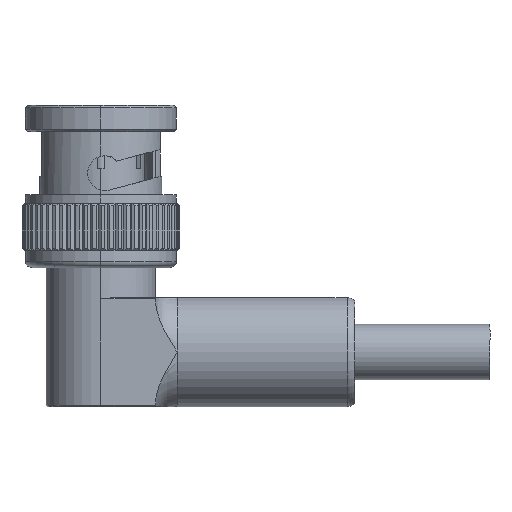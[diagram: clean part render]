
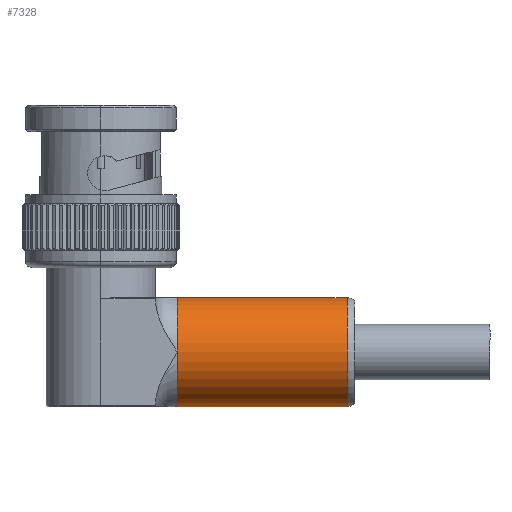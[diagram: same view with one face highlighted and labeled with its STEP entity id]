
A CAD part, left-side view. The second image highlights one B-rep face of the part: STEP entity #7328.
In plain terms, the highlighted cylindrical face has radius 5 mm (diameter 10 mm), a partial arc.
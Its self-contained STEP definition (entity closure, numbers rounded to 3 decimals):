
#153 = EDGE_CURVE ( 'NONE', #11523, #14550, #6922, .T. ) ;
#645 = CARTESIAN_POINT ( 'NONE',  ( 0., -7., 0. ) ) ;
#1618 = ORIENTED_EDGE ( 'NONE', *, *, #12567, .T. ) ;
#1624 = AXIS2_PLACEMENT_3D ( 'NONE', #5930, #11622, #6905 ) ;
#1845 = CARTESIAN_POINT ( 'NONE',  ( 0., -7., -5. ) ) ;
#2364 = DIRECTION ( 'NONE',  ( 0., 1., 0. ) ) ;
#2540 = ORIENTED_EDGE ( 'NONE', *, *, #13402, .F. ) ;
#2634 = VECTOR ( 'NONE', #7039, 1000. ) ;
#2715 = AXIS2_PLACEMENT_3D ( 'NONE', #645, #8551, #14347 ) ;
#3190 = ORIENTED_EDGE ( 'NONE', *, *, #153, .F. ) ;
#3477 = ORIENTED_EDGE ( 'NONE', *, *, #10914, .F. ) ;
#3564 = DIRECTION ( 'NONE',  ( 0., 0., 1. ) ) ;
#3580 = AXIS2_PLACEMENT_3D ( 'NONE', #9040, #13487, #7778 ) ;
#4729 = CARTESIAN_POINT ( 'NONE',  ( 0., 0., -5. ) ) ;
#5599 = ORIENTED_EDGE ( 'NONE', *, *, #8970, .T. ) ;
#5920 = CIRCLE ( 'NONE', #1624, 5. ) ;
#5930 = CARTESIAN_POINT ( 'NONE',  ( 0., -22.586, 0. ) ) ;
#6478 = VERTEX_POINT ( 'NONE', #12902 ) ;
#6682 = CARTESIAN_POINT ( 'NONE',  ( -5., -7., 0. ) ) ;
#6905 = DIRECTION ( 'NONE',  ( 0., 0., -1. ) ) ;
#6922 = CIRCLE ( 'NONE', #3580, 5. ) ;
#7039 = DIRECTION ( 'NONE',  ( 0., 1., 0. ) ) ;
#7143 = CARTESIAN_POINT ( 'NONE',  ( 0., 0., 5. ) ) ;
#7186 = CARTESIAN_POINT ( 'NONE',  ( 0., -7., 5. ) ) ;
#7328 = ADVANCED_FACE ( 'NONE', ( #9235 ), #14737, .T. ) ;
#7778 = DIRECTION ( 'NONE',  ( 0., 0., 1. ) ) ;
#8551 = DIRECTION ( 'NONE',  ( 0., 1., 0. ) ) ;
#8970 = EDGE_CURVE ( 'NONE', #9753, #6478, #5920, .T. ) ;
#9040 = CARTESIAN_POINT ( 'NONE',  ( 0., -7., 0. ) ) ;
#9156 = CIRCLE ( 'NONE', #2715, 5. ) ;
#9235 = FACE_OUTER_BOUND ( 'NONE', #14700, .T. ) ;
#9454 = AXIS2_PLACEMENT_3D ( 'NONE', #12558, #2364, #3564 ) ;
#9753 = VERTEX_POINT ( 'NONE', #10961 ) ;
#10634 = LINE ( 'NONE', #4729, #2634 ) ;
#10914 = EDGE_CURVE ( 'NONE', #12319, #11523, #9156, .T. ) ;
#10961 = CARTESIAN_POINT ( 'NONE',  ( 0., -22.586, -5. ) ) ;
#11523 = VERTEX_POINT ( 'NONE', #6682 ) ;
#11622 = DIRECTION ( 'NONE',  ( 0., 1., 0. ) ) ;
#11720 = DIRECTION ( 'NONE',  ( 0., 1., 0. ) ) ;
#12319 = VERTEX_POINT ( 'NONE', #1845 ) ;
#12558 = CARTESIAN_POINT ( 'NONE',  ( 0., 0., 0. ) ) ;
#12567 = EDGE_CURVE ( 'NONE', #6478, #14550, #12852, .T. ) ;
#12852 = LINE ( 'NONE', #7143, #13013 ) ;
#12902 = CARTESIAN_POINT ( 'NONE',  ( 0., -22.586, 5. ) ) ;
#13013 = VECTOR ( 'NONE', #11720, 1000. ) ;
#13402 = EDGE_CURVE ( 'NONE', #9753, #12319, #10634, .T. ) ;
#13487 = DIRECTION ( 'NONE',  ( 0., 1., 0. ) ) ;
#14347 = DIRECTION ( 'NONE',  ( 0., 0., 1. ) ) ;
#14550 = VERTEX_POINT ( 'NONE', #7186 ) ;
#14700 = EDGE_LOOP ( 'NONE', ( #2540, #5599, #1618, #3190, #3477 ) ) ;
#14737 = CYLINDRICAL_SURFACE ( 'NONE', #9454, 5. ) ;
